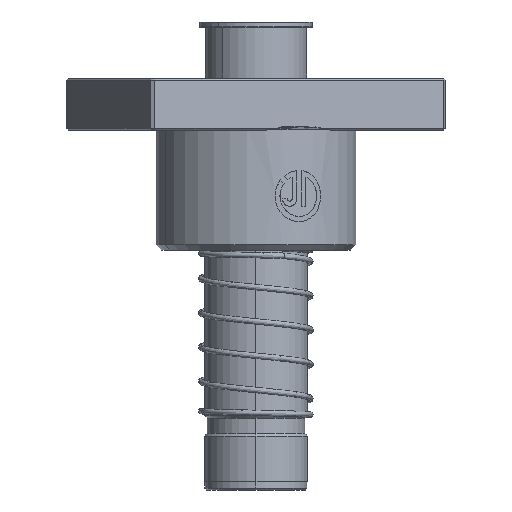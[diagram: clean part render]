
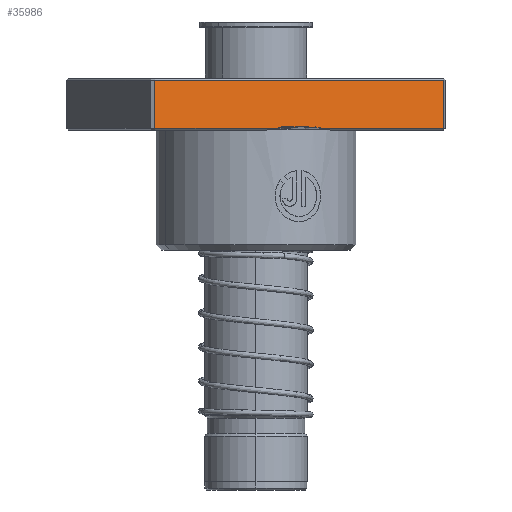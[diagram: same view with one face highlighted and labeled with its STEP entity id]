
A CAD part, left-side view. The second image highlights one B-rep face of the part: STEP entity #35986.
In plain terms, the highlighted face is planar.
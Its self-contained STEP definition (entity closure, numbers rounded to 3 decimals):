
#781 = VECTOR ( 'NONE', #46298, 1000. ) ;
#1007 = CARTESIAN_POINT ( 'NONE',  ( -93., 60., 1. ) ) ;
#1139 = ORIENTED_EDGE ( 'NONE', *, *, #5095, .T. ) ;
#1519 = ORIENTED_EDGE ( 'NONE', *, *, #14988, .T. ) ;
#2623 = CARTESIAN_POINT ( 'NONE',  ( 0.348, 60., 28.121 ) ) ;
#2796 = CARTESIAN_POINT ( 'NONE',  ( -9.012, 60., 28.278 ) ) ;
#3173 = CARTESIAN_POINT ( 'NONE',  ( -10.409, 60., 28.414 ) ) ;
#3807 = CARTESIAN_POINT ( 'NONE',  ( -93., 60., 30. ) ) ;
#4095 = CARTESIAN_POINT ( 'NONE',  ( 10.387, 60., 28.411 ) ) ;
#4259 = CARTESIAN_POINT ( 'NONE',  ( 0.826, 60., 28.121 ) ) ;
#5095 = EDGE_CURVE ( 'NONE', #15133, #22054, #53856, .T. ) ;
#5747 = FACE_OUTER_BOUND ( 'NONE', #46351, .T. ) ;
#6041 = LINE ( 'NONE', #25214, #781 ) ;
#6470 = VECTOR ( 'NONE', #41103, 1000. ) ;
#6499 = CARTESIAN_POINT ( 'NONE',  ( -12.781, 60., 28.842 ) ) ;
#7070 = CARTESIAN_POINT ( 'NONE',  ( -6.675, 60., 28.163 ) ) ;
#8366 = EDGE_CURVE ( 'NONE', #8670, #15133, #50071, .T. ) ;
#8670 = VERTEX_POINT ( 'NONE', #46162 ) ;
#8832 = ORIENTED_EDGE ( 'NONE', *, *, #8366, .T. ) ;
#9258 = EDGE_CURVE ( 'NONE', #19864, #47480, #10232, .T. ) ;
#9494 = CARTESIAN_POINT ( 'NONE',  ( -93., 60., 30. ) ) ;
#9740 = AXIS2_PLACEMENT_3D ( 'NONE', #9494, #34407, #34228 ) ;
#10232 = LINE ( 'NONE', #1007, #30048 ) ;
#11093 = VERTEX_POINT ( 'NONE', #17390 ) ;
#12409 = CARTESIAN_POINT ( 'NONE',  ( 7.525, 60., 28.187 ) ) ;
#14988 = EDGE_CURVE ( 'NONE', #29403, #28210, #6041, .T. ) ;
#15133 = VERTEX_POINT ( 'NONE', #26320 ) ;
#15167 = CARTESIAN_POINT ( 'NONE',  ( -11.332, 60., 28.561 ) ) ;
#15933 = CARTESIAN_POINT ( 'NONE',  ( -1.999, 60., 28.121 ) ) ;
#16304 = CARTESIAN_POINT ( 'NONE',  ( 2.262, 60., 28.122 ) ) ;
#17390 = CARTESIAN_POINT ( 'NONE',  ( -93., 60., 29. ) ) ;
#18413 = LINE ( 'NONE', #28876, #6470 ) ;
#19280 = CARTESIAN_POINT ( 'NONE',  ( 12.781, 60., 28.842 ) ) ;
#19463 = CARTESIAN_POINT ( 'NONE',  ( -7.61, 60., 28.191 ) ) ;
#19673 = B_SPLINE_CURVE_WITH_KNOTS ( 'NONE', 3,
 ( #45324, #53643, #19280, #28127 ),
 .UNSPECIFIED., .F., .F.,
 ( 4, 4 ),
 ( 0.159, 0.161 ),
 .UNSPECIFIED. ) ;
#19864 = VERTEX_POINT ( 'NONE', #51186 ) ;
#20566 = CARTESIAN_POINT ( 'NONE',  ( 11.332, 60., 28.561 ) ) ;
#22038 = EDGE_CURVE ( 'NONE', #28210, #19864, #18413, .T. ) ;
#22054 = VERTEX_POINT ( 'NONE', #41591 ) ;
#23030 = ORIENTED_EDGE ( 'NONE', *, *, #22038, .T. ) ;
#25214 = CARTESIAN_POINT ( 'NONE',  ( 93., 60., 29. ) ) ;
#26320 = CARTESIAN_POINT ( 'NONE',  ( -11.332, 60., 28.561 ) ) ;
#27396 = DIRECTION ( 'NONE',  ( -1., 0., 0. ) ) ;
#27935 = CARTESIAN_POINT ( 'NONE',  ( -1.063, 60., 28.121 ) ) ;
#28127 = CARTESIAN_POINT ( 'NONE',  ( 13.5, 60., 29. ) ) ;
#28210 = VERTEX_POINT ( 'NONE', #54298 ) ;
#28490 = CARTESIAN_POINT ( 'NONE',  ( -93., 60., 1. ) ) ;
#28848 = CARTESIAN_POINT ( 'NONE',  ( 1.066, 60., 28.121 ) ) ;
#28876 = CARTESIAN_POINT ( 'NONE',  ( 93., 60., 30. ) ) ;
#29028 = CARTESIAN_POINT ( 'NONE',  ( 4.655, 60., 28.129 ) ) ;
#29403 = VERTEX_POINT ( 'NONE', #43392 ) ;
#30048 = VECTOR ( 'NONE', #27396, 1000. ) ;
#31602 = CARTESIAN_POINT ( 'NONE',  ( 93., 60., 29. ) ) ;
#31802 = CARTESIAN_POINT ( 'NONE',  ( -13.5, 60., 29. ) ) ;
#32036 = ORIENTED_EDGE ( 'NONE', *, *, #46551, .T. ) ;
#32434 = EDGE_CURVE ( 'NONE', #22054, #29403, #19673, .T. ) ;
#32734 = CARTESIAN_POINT ( 'NONE',  ( -10.873, 60., 28.475 ) ) ;
#32799 = DIRECTION ( 'NONE',  ( 0., 0., -1. ) ) ;
#32890 = ORIENTED_EDGE ( 'NONE', *, *, #32434, .T. ) ;
#33094 = CARTESIAN_POINT ( 'NONE',  ( 9.436, 60., 28.311 ) ) ;
#33640 = CARTESIAN_POINT ( 'NONE',  ( 6.568, 60., 28.16 ) ) ;
#33820 = CARTESIAN_POINT ( 'NONE',  ( 10.861, 60., 28.473 ) ) ;
#33848 = LINE ( 'NONE', #31602, #53072 ) ;
#34228 = DIRECTION ( 'NONE',  ( 0., 0., -1. ) ) ;
#34407 = DIRECTION ( 'NONE',  ( 0., -1., 0. ) ) ;
#35986 = ADVANCED_FACE ( 'NONE', ( #5747 ), #51820, .F. ) ;
#36983 = CARTESIAN_POINT ( 'NONE',  ( -4.805, 60., 28.13 ) ) ;
#39849 = VECTOR ( 'NONE', #32799, 1000. ) ;
#40097 = DIRECTION ( 'NONE',  ( 1., 0., 0. ) ) ;
#40521 = CARTESIAN_POINT ( 'NONE',  ( 0.106, 60., 28.121 ) ) ;
#41103 = DIRECTION ( 'NONE',  ( 0., 0., -1. ) ) ;
#41259 = CARTESIAN_POINT ( 'NONE',  ( -3.87, 60., 28.125 ) ) ;
#41591 = CARTESIAN_POINT ( 'NONE',  ( 11.332, 60., 28.561 ) ) ;
#41631 = CARTESIAN_POINT ( 'NONE',  ( 1.784, 60., 28.121 ) ) ;
#43392 = CARTESIAN_POINT ( 'NONE',  ( 13.5, 60., 29. ) ) ;
#43695 = ORIENTED_EDGE ( 'NONE', *, *, #46305, .F. ) ;
#43824 = LINE ( 'NONE', #3807, #39849 ) ;
#44526 = ORIENTED_EDGE ( 'NONE', *, *, #9258, .T. ) ;
#44942 = CARTESIAN_POINT ( 'NONE',  ( -9.479, 60., 28.315 ) ) ;
#45317 = CARTESIAN_POINT ( 'NONE',  ( -11.332, 60., 28.561 ) ) ;
#45324 = CARTESIAN_POINT ( 'NONE',  ( 11.332, 60., 28.561 ) ) ;
#45869 = CARTESIAN_POINT ( 'NONE',  ( 8.958, 60., 28.274 ) ) ;
#46162 = CARTESIAN_POINT ( 'NONE',  ( -13.5, 60., 29. ) ) ;
#46298 = DIRECTION ( 'NONE',  ( 1., 0., 0. ) ) ;
#46305 = EDGE_CURVE ( 'NONE', #11093, #47480, #43824, .T. ) ;
#46351 = EDGE_LOOP ( 'NONE', ( #32036, #8832, #1139, #32890, #1519, #23030, #44526, #43695 ) ) ;
#46417 = CARTESIAN_POINT ( 'NONE',  ( 3.698, 60., 28.124 ) ) ;
#46551 = EDGE_CURVE ( 'NONE', #11093, #8670, #33848, .T. ) ;
#47480 = VERTEX_POINT ( 'NONE', #28490 ) ;
#50071 = B_SPLINE_CURVE_WITH_KNOTS ( 'NONE', 3,
 ( #31802, #6499, #53075, #15167 ),
 .UNSPECIFIED., .F., .F.,
 ( 4, 4 ),
 ( 0.134, 0.136 ),
 .UNSPECIFIED. ) ;
#51186 = CARTESIAN_POINT ( 'NONE',  ( 93., 60., 1. ) ) ;
#51820 = PLANE ( 'NONE',  #9740 ) ;
#53072 = VECTOR ( 'NONE', #40097, 1000. ) ;
#53075 = CARTESIAN_POINT ( 'NONE',  ( -12.058, 60., 28.696 ) ) ;
#53643 = CARTESIAN_POINT ( 'NONE',  ( 12.058, 60., 28.696 ) ) ;
#53856 = B_SPLINE_CURVE_WITH_KNOTS ( 'NONE', 3,
 ( #45317, #32734, #3173, #44942, #2796, #19463, #7070, #36983, #41259, #15933, #27935, #40521, #2623, #4259, #28848, #41631, #16304, #46417, #29028, #33640, #12409, #45869, #33094, #4095, #33820, #20566 ),
 .UNSPECIFIED., .F., .F.,
 ( 4, 2, 2, 2, 2, 2, 2, 2, 2, 2, 2, 2, 4 ),
 ( 0.044, 0.046, 0.047, 0.05, 0.053, 0.056, 0.057, 0.057, 0.059, 0.062, 0.065, 0.066, 0.067 ),
 .UNSPECIFIED. ) ;
#54298 = CARTESIAN_POINT ( 'NONE',  ( 93., 60., 29. ) ) ;
